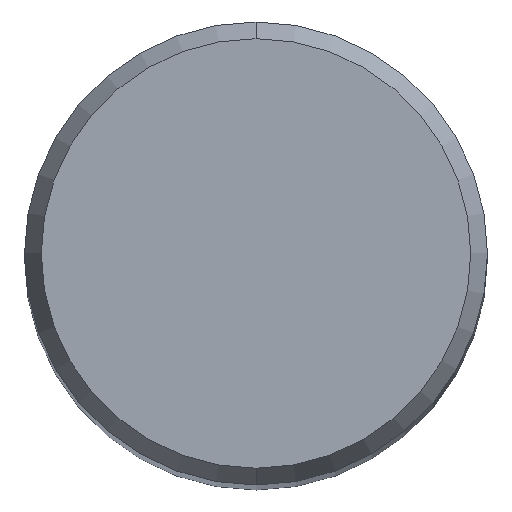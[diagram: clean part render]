
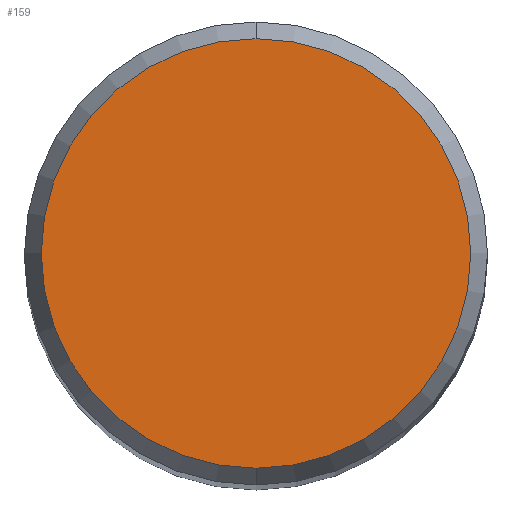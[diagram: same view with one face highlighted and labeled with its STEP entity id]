
A CAD part, top view. The second image highlights one B-rep face of the part: STEP entity #159.
In plain terms, the highlighted planar face has unit normal (0, 0, 1).
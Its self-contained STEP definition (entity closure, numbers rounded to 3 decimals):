
#103=EDGE_CURVE('',#183,#169,#256,.T.);
#159=ADVANCED_FACE('',(#320),#321,.T.);
#169=VERTEX_POINT('',#333);
#183=VERTEX_POINT('',#348);
#199=EDGE_CURVE('',#169,#183,#365,.T.);
#256=CIRCLE('',#417,2.946);
#320=FACE_OUTER_BOUND('',#504,.T.);
#321=PLANE('',#505);
#333=CARTESIAN_POINT('',(0.,-2.946,0.0));
#348=CARTESIAN_POINT('',(0.0,2.946,0.0));
#365=CIRCLE('',#556,2.946);
#417=AXIS2_PLACEMENT_3D('',#617,#618,#619);
#504=EDGE_LOOP('',(#716,#717));
#505=AXIS2_PLACEMENT_3D('',#718,#719,#720);
#556=AXIS2_PLACEMENT_3D('',#762,#763,#764);
#617=CARTESIAN_POINT('',(0.0,0.0,0.0));
#618=DIRECTION('',(0.0,0.0,-1.0));
#619=DIRECTION('',(0.0,1.0,0.0));
#716=ORIENTED_EDGE('',*,*,#103,.F.);
#717=ORIENTED_EDGE('',*,*,#199,.F.);
#718=CARTESIAN_POINT('',(0.0,1.473,0.0));
#719=DIRECTION('',(-0.0,0.0,1.0));
#720=DIRECTION('',(0.0,-1.0,0.0));
#762=CARTESIAN_POINT('',(0.0,0.0,0.0));
#763=DIRECTION('',(0.0,0.0,-1.0));
#764=DIRECTION('',(0.0,1.0,0.0));
